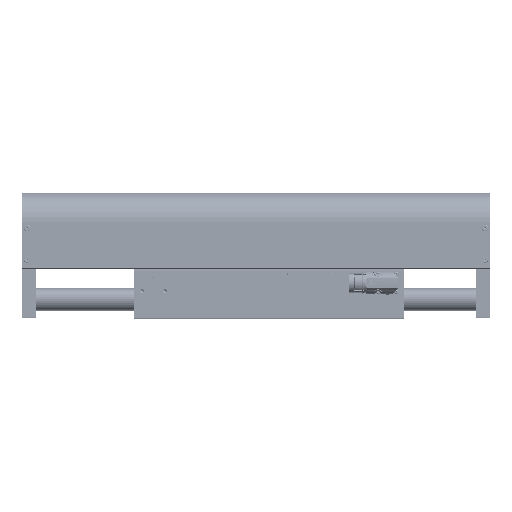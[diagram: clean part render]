
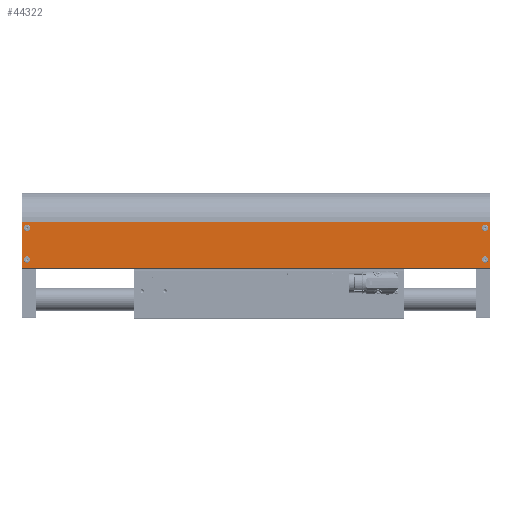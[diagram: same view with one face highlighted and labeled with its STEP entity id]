
A CAD part, top view. The second image highlights one B-rep face of the part: STEP entity #44322.
In plain terms, the highlighted face is planar.
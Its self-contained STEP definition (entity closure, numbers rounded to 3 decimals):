
#192 = EDGE_CURVE ( 'NONE', #153427, #153427, #84201, .T. ) ;
#6052 = LINE ( 'NONE', #57078, #162182 ) ;
#6185 = DIRECTION ( 'NONE',  ( -1., 0., 0. ) ) ;
#9206 = EDGE_CURVE ( 'NONE', #60485, #13181, #31736, .T. ) ;
#9739 = AXIS2_PLACEMENT_3D ( 'NONE', #49487, #47734, #131994 ) ;
#13181 = VERTEX_POINT ( 'NONE', #31742 ) ;
#14508 = DIRECTION ( 'NONE',  ( 0., 1., 0. ) ) ;
#14867 = DIRECTION ( 'NONE',  ( 0., -1., 0. ) ) ;
#17490 = LINE ( 'NONE', #100737, #108263 ) ;
#18143 = CARTESIAN_POINT ( 'NONE',  ( -32., -42., 514.4 ) ) ;
#21387 = CARTESIAN_POINT ( 'NONE',  ( -32., -7., 5. ) ) ;
#21783 = EDGE_LOOP ( 'NONE', ( #118244 ) ) ;
#25517 = DIRECTION ( 'NONE',  ( 0., 0., 1. ) ) ;
#28726 = FACE_BOUND ( 'NONE', #21783, .T. ) ;
#29662 = CARTESIAN_POINT ( 'NONE',  ( -32., -7., 7.4 ) ) ;
#31736 = LINE ( 'NONE', #56003, #136886 ) ;
#31742 = CARTESIAN_POINT ( 'NONE',  ( -32., -51.5, 517. ) ) ;
#31871 = EDGE_CURVE ( 'NONE', #159715, #13181, #39843, .T. ) ;
#37787 = CIRCLE ( 'NONE', #155117, 2.4 ) ;
#38191 = CIRCLE ( 'NONE', #66665, 2.4 ) ;
#39843 = LINE ( 'NONE', #135759, #128260 ) ;
#40685 = CARTESIAN_POINT ( 'NONE',  ( -32., -42., 7.4 ) ) ;
#43258 = CARTESIAN_POINT ( 'NONE',  ( -32., -7., 512. ) ) ;
#44322 = ADVANCED_FACE ( 'NONE', ( #57382, #28726, #84183, #54726, #95930 ), #155746, .F. ) ;
#47734 = DIRECTION ( 'NONE',  ( -1., 0., 0. ) ) ;
#49487 = CARTESIAN_POINT ( 'NONE',  ( -32., -42., 5. ) ) ;
#49970 = CARTESIAN_POINT ( 'NONE',  ( -32., -51.5, 0. ) ) ;
#54726 = FACE_BOUND ( 'NONE', #160001, .T. ) ;
#55001 = VERTEX_POINT ( 'NONE', #80066 ) ;
#56003 = CARTESIAN_POINT ( 'NONE',  ( -32., 0., 517. ) ) ;
#57078 = CARTESIAN_POINT ( 'NONE',  ( -32., 0., 517. ) ) ;
#57382 = FACE_OUTER_BOUND ( 'NONE', #139200, .T. ) ;
#60485 = VERTEX_POINT ( 'NONE', #174491 ) ;
#66665 = AXIS2_PLACEMENT_3D ( 'NONE', #21387, #6185, #140569 ) ;
#72771 = AXIS2_PLACEMENT_3D ( 'NONE', #142985, #156443, #144780 ) ;
#80066 = CARTESIAN_POINT ( 'NONE',  ( -32., -7., 514.4 ) ) ;
#82428 = DIRECTION ( 'NONE',  ( 1., 0., 0. ) ) ;
#84183 = FACE_BOUND ( 'NONE', #171043, .T. ) ;
#84201 = CIRCLE ( 'NONE', #72771, 2.4 ) ;
#87243 = DIRECTION ( 'NONE',  ( 0., -1., 0. ) ) ;
#95930 = FACE_BOUND ( 'NONE', #141221, .T. ) ;
#96798 = CARTESIAN_POINT ( 'NONE',  ( -32., 0., 517. ) ) ;
#100737 = CARTESIAN_POINT ( 'NONE',  ( -32., 0., 0. ) ) ;
#105225 = CARTESIAN_POINT ( 'NONE',  ( -32., 0., 0. ) ) ;
#106911 = EDGE_CURVE ( 'NONE', #55001, #55001, #37787, .T. ) ;
#108137 = EDGE_CURVE ( 'NONE', #148316, #148316, #158473, .T. ) ;
#108263 = VECTOR ( 'NONE', #87243, 1000. ) ;
#110839 = ORIENTED_EDGE ( 'NONE', *, *, #31871, .T. ) ;
#113566 = DIRECTION ( 'NONE',  ( 0., 0., -1. ) ) ;
#118244 = ORIENTED_EDGE ( 'NONE', *, *, #192, .F. ) ;
#119165 = ORIENTED_EDGE ( 'NONE', *, *, #131222, .F. ) ;
#128260 = VECTOR ( 'NONE', #25517, 1000. ) ;
#128414 = DIRECTION ( 'NONE',  ( 0., 0., 1. ) ) ;
#131222 = EDGE_CURVE ( 'NONE', #155139, #155139, #38191, .T. ) ;
#131994 = DIRECTION ( 'NONE',  ( 0., 0., 1. ) ) ;
#135759 = CARTESIAN_POINT ( 'NONE',  ( -32., -51.5, 517. ) ) ;
#136886 = VECTOR ( 'NONE', #14867, 1000. ) ;
#138526 = ORIENTED_EDGE ( 'NONE', *, *, #151141, .T. ) ;
#138694 = VERTEX_POINT ( 'NONE', #105225 ) ;
#139200 = EDGE_LOOP ( 'NONE', ( #152549, #110839, #140997, #138526 ) ) ;
#140061 = DIRECTION ( 'NONE',  ( -1., 0., 0. ) ) ;
#140569 = DIRECTION ( 'NONE',  ( 0., 0., 1. ) ) ;
#140997 = ORIENTED_EDGE ( 'NONE', *, *, #9206, .F. ) ;
#141221 = EDGE_LOOP ( 'NONE', ( #119165 ) ) ;
#142985 = CARTESIAN_POINT ( 'NONE',  ( -32., -42., 512. ) ) ;
#143288 = ORIENTED_EDGE ( 'NONE', *, *, #106911, .F. ) ;
#144780 = DIRECTION ( 'NONE',  ( 0., 0., 1. ) ) ;
#148316 = VERTEX_POINT ( 'NONE', #40685 ) ;
#151141 = EDGE_CURVE ( 'NONE', #60485, #138694, #6052, .T. ) ;
#152549 = ORIENTED_EDGE ( 'NONE', *, *, #162265, .T. ) ;
#153427 = VERTEX_POINT ( 'NONE', #18143 ) ;
#155117 = AXIS2_PLACEMENT_3D ( 'NONE', #43258, #140061, #128414 ) ;
#155139 = VERTEX_POINT ( 'NONE', #29662 ) ;
#155746 = PLANE ( 'NONE',  #157240 ) ;
#156443 = DIRECTION ( 'NONE',  ( -1., 0., 0. ) ) ;
#157240 = AXIS2_PLACEMENT_3D ( 'NONE', #96798, #82428, #14508 ) ;
#158473 = CIRCLE ( 'NONE', #9739, 2.4 ) ;
#159715 = VERTEX_POINT ( 'NONE', #49970 ) ;
#160001 = EDGE_LOOP ( 'NONE', ( #174952 ) ) ;
#162182 = VECTOR ( 'NONE', #113566, 1000. ) ;
#162265 = EDGE_CURVE ( 'NONE', #138694, #159715, #17490, .T. ) ;
#171043 = EDGE_LOOP ( 'NONE', ( #143288 ) ) ;
#174491 = CARTESIAN_POINT ( 'NONE',  ( -32., 0., 517. ) ) ;
#174952 = ORIENTED_EDGE ( 'NONE', *, *, #108137, .F. ) ;
